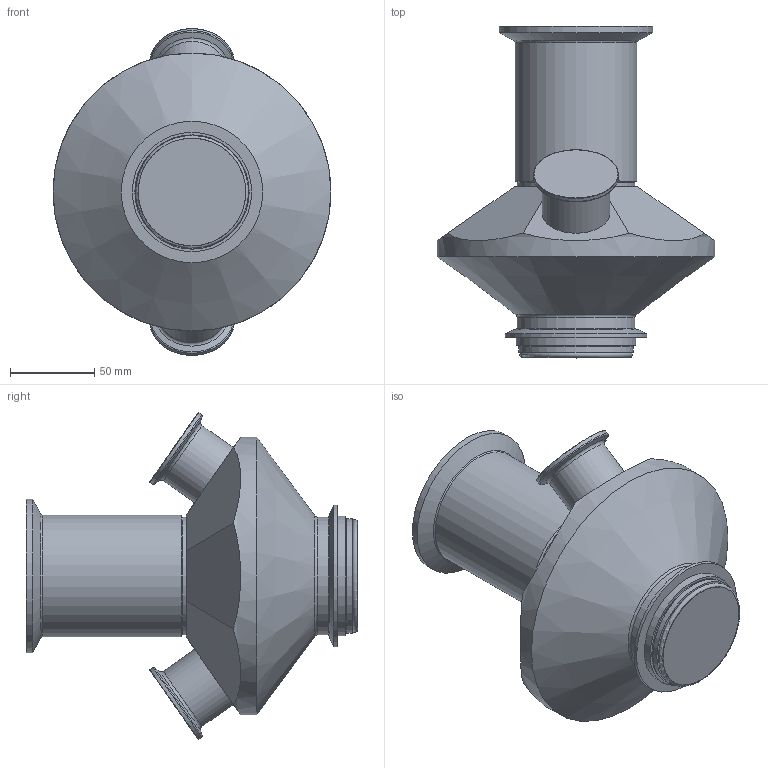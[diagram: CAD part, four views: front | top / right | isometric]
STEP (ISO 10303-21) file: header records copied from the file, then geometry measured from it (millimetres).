
FILE_DESCRIPTION(/* description */ (''),/* implementation_level */ '2;1');
FILE_NAME(/* name */ '870009.stp',/* time_stamp */ '2024-05-01T08:33:22+02:00',/* author */ ('mbs'),/* organization */ (''),/* preprocessor_version */ 'ST-DEVELOPER v18.1',/* originating_system */ 'Autodesk Inventor 2022',/* authorisation */ '');
FILE_SCHEMA (('AUTOMOTIVE_DESIGN { 1 0 10303 214 3 1 1 }'));
Length unit declared in the file: millimetre
Products named in the file (1): 870009
Bounding box: 165 x 197 x 194.11 mm (x, y, z)
Volume: 1580957.4 mm3; surface area: 101138.8 mm2
Topology: 1 solids, 1 shells, 48 faces, 113 edges, 74 vertices
Faces by surface type: plane 17, cylinder 13, torus 12, cone 6
Full cylindrical faces by diameter (mm): 40 x2, 50.4 x2, 63.9 x1, 67.9 x1, 70 x2, 70.85 x1, 72 x1, 84 x1, 91 x1, 165 x1
Entity records: 1532 total; most frequent: DIRECTION 289, CARTESIAN_POINT 236, ORIENTED_EDGE 226, AXIS2_PLACEMENT_3D 127, EDGE_CURVE 113, VERTEX_POINT 74, CIRCLE 69, EDGE_LOOP 55
